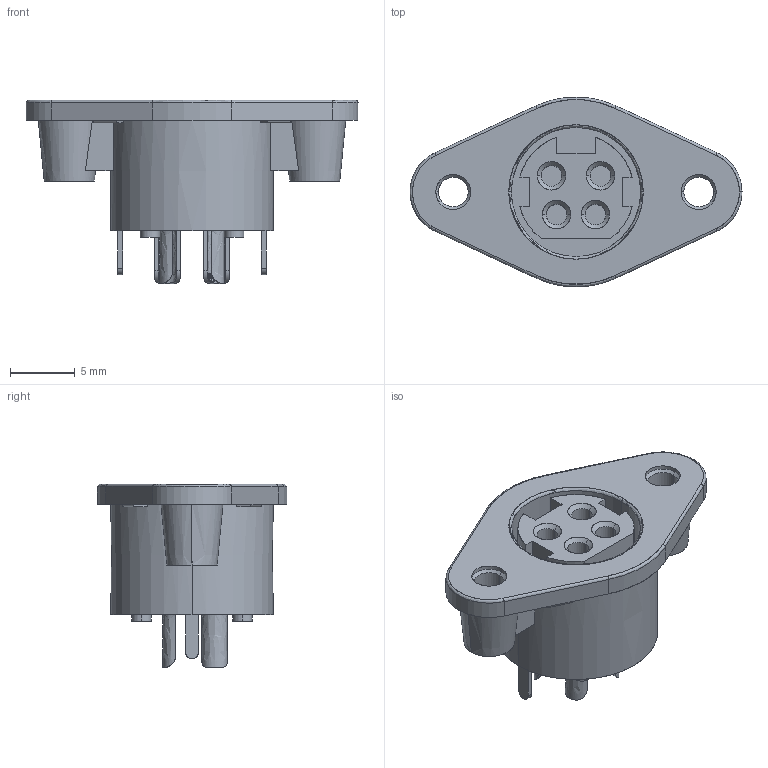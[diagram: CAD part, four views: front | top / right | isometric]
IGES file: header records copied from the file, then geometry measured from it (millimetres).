
Start section: SolidWorks IGES file using analytic representation for surfaces
Global section: file name: CKelleher's file\KPJX-PM-4S-S.IGS; native system: SolidWorks 2006 by SolidWorks Corporation; preprocessor: SolidWorks 2006 by SolidWorks Corporation; author: Ckelleher; date: 081106.151643; units: millimetre
Bounding box: 25.7 x 14.7 x 14.2 mm (x, y, z)
Surface area: 1892.5 mm2 (no closed solid volume)
Topology: 0 solids, 0 shells, 157 faces, 1958 edges, 1958 vertices
Faces by surface type: revolution 81, bspline 76
